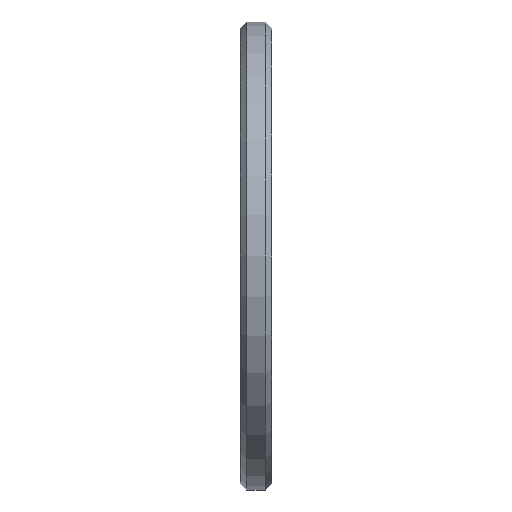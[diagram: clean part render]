
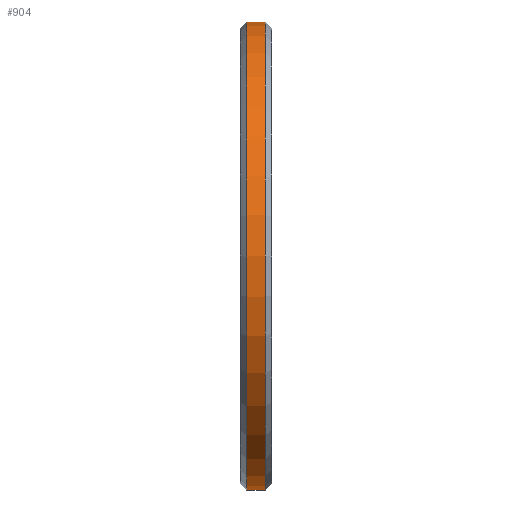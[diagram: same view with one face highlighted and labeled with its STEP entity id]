
A CAD part, front view. The second image highlights one B-rep face of the part: STEP entity #904.
In plain terms, the highlighted cylindrical face has radius 9.525 mm (diameter 19.05 mm), a partial arc.
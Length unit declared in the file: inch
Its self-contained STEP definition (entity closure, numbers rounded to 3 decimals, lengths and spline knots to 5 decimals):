
#38 = CARTESIAN_POINT ( 'NONE',  ( 0., 0., 0. ) ) ;
#45 = DIRECTION ( 'NONE',  ( 1., 0., 0. ) ) ;
#83 = VERTEX_POINT ( 'NONE', #1085 ) ;
#108 = FACE_OUTER_BOUND ( 'NONE', #1011, .T. ) ;
#140 = DIRECTION ( 'NONE',  ( 1., 0., 0. ) ) ;
#143 = CIRCLE ( 'NONE', #635, 0.375 ) ;
#146 = VERTEX_POINT ( 'NONE', #487 ) ;
#154 = EDGE_CURVE ( 'NONE', #184, #146, #678, .T. ) ;
#184 = VERTEX_POINT ( 'NONE', #386 ) ;
#248 = CIRCLE ( 'NONE', #346, 0.375 ) ;
#277 = CARTESIAN_POINT ( 'NONE',  ( 0., 0., 0.375 ) ) ;
#322 = VECTOR ( 'NONE', #140, 39.37008 ) ;
#332 = CARTESIAN_POINT ( 'NONE',  ( 0.01, 0., 0.375 ) ) ;
#346 = AXIS2_PLACEMENT_3D ( 'NONE', #545, #798, #358 ) ;
#348 = DIRECTION ( 'NONE',  ( 1., 0., 0. ) ) ;
#358 = DIRECTION ( 'NONE',  ( 0., 0., -1. ) ) ;
#385 = VERTEX_POINT ( 'NONE', #332 ) ;
#386 = CARTESIAN_POINT ( 'NONE',  ( 0.01, 0., -0.375 ) ) ;
#392 = AXIS2_PLACEMENT_3D ( 'NONE', #38, #45, #500 ) ;
#487 = CARTESIAN_POINT ( 'NONE',  ( 0.04, 0., -0.375 ) ) ;
#500 = DIRECTION ( 'NONE',  ( 0., 0., -1. ) ) ;
#524 = LINE ( 'NONE', #277, #981 ) ;
#530 = ORIENTED_EDGE ( 'NONE', *, *, #154, .T. ) ;
#545 = CARTESIAN_POINT ( 'NONE',  ( 0.04, 0., 0. ) ) ;
#588 = EDGE_CURVE ( 'NONE', #385, #83, #524, .T. ) ;
#618 = EDGE_CURVE ( 'NONE', #385, #184, #143, .T. ) ;
#635 = AXIS2_PLACEMENT_3D ( 'NONE', #979, #1151, #892 ) ;
#651 = ORIENTED_EDGE ( 'NONE', *, *, #963, .T. ) ;
#671 = CARTESIAN_POINT ( 'NONE',  ( 0., 0., -0.375 ) ) ;
#678 = LINE ( 'NONE', #671, #322 ) ;
#798 = DIRECTION ( 'NONE',  ( -1., 0., 0. ) ) ;
#892 = DIRECTION ( 'NONE',  ( 0., 0., 1. ) ) ;
#904 = ADVANCED_FACE ( 'NONE', ( #108 ), #1122, .T. ) ;
#963 = EDGE_CURVE ( 'NONE', #146, #83, #248, .T. ) ;
#979 = CARTESIAN_POINT ( 'NONE',  ( 0.01, 0., 0. ) ) ;
#981 = VECTOR ( 'NONE', #348, 39.37008 ) ;
#1011 = EDGE_LOOP ( 'NONE', ( #1030, #1069, #530, #651 ) ) ;
#1030 = ORIENTED_EDGE ( 'NONE', *, *, #588, .F. ) ;
#1069 = ORIENTED_EDGE ( 'NONE', *, *, #618, .T. ) ;
#1085 = CARTESIAN_POINT ( 'NONE',  ( 0.04, 0., 0.375 ) ) ;
#1122 = CYLINDRICAL_SURFACE ( 'NONE', #392, 0.375 ) ;
#1151 = DIRECTION ( 'NONE',  ( 1., 0., 0. ) ) ;
